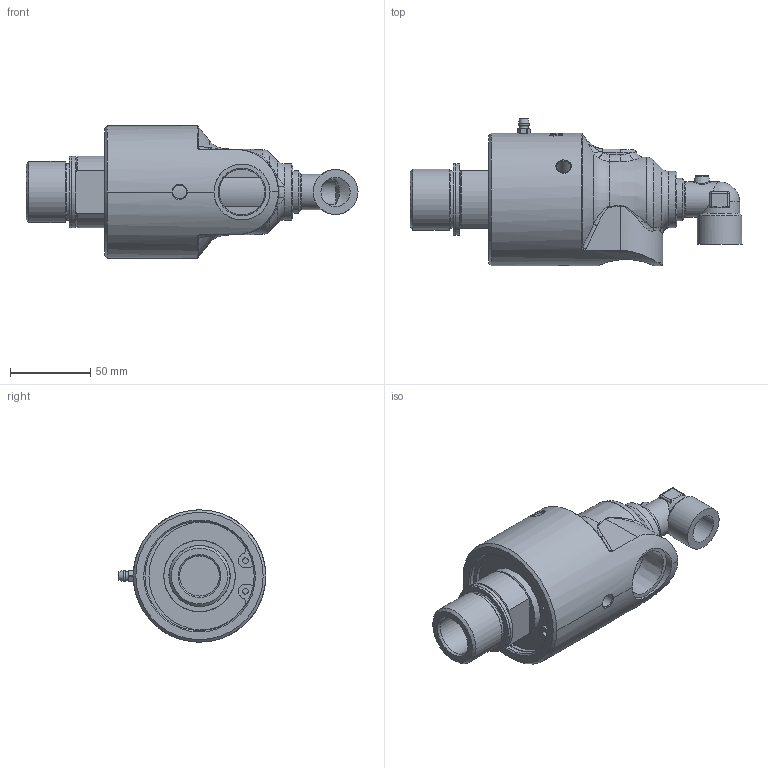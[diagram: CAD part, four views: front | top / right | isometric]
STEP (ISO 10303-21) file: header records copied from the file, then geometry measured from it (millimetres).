
FILE_DESCRIPTION(/* description */ (''),/* implementation_level */ '2;1');
FILE_NAME(/* name */ '355-000-074163-IC.stp',/* time_stamp */ '2020-05-17T18:41:49-05:00',/* author */ ('Moorera'),/* organization */ (''),/* preprocessor_version */ 'ST-DEVELOPER v18.1',/* originating_system */ 'Autodesk Inventor 2020',/* authorisation */ '');
FILE_SCHEMA (('AUTOMOTIVE_DESIGN { 1 0 10303 214 3 1 1 }'));
Length unit declared in the file: millimetre
Products named in the file (1): 355-000-074163-IC
Bounding box: 207.14 x 92.01 x 82.6 mm (x, y, z)
Volume: 506223.2 mm3; surface area: 58862.3 mm2
Topology: 1 solids, 2 shells, 572 faces, 1525 edges, 1001 vertices
Faces by surface type: bspline 260, plane 147, cylinder 99, cone 45, torus 12, sphere 9
Full cylindrical faces by diameter (mm): 2.005 x1, 3.444 x2, 3.5 x1, 5.359 x1, 8.6 x3, 15.88 x1, 18.25 x1, 22 x1, 25 x1, 28 x1, 28.575 x1, 34.9 x1, 38.1 x1, 38.25 x1, 44.5 x1, 44.65 x2, 68.1 x1
Entity records: 29672 total; most frequent: CARTESIAN_POINT 16411, ORIENTED_EDGE 3038, DIRECTION 2155, EDGE_CURVE 1519, VERTEX_POINT 1001, AXIS2_PLACEMENT_3D 832, EDGE_LOOP 624, FACE_OUTER_BOUND 572
